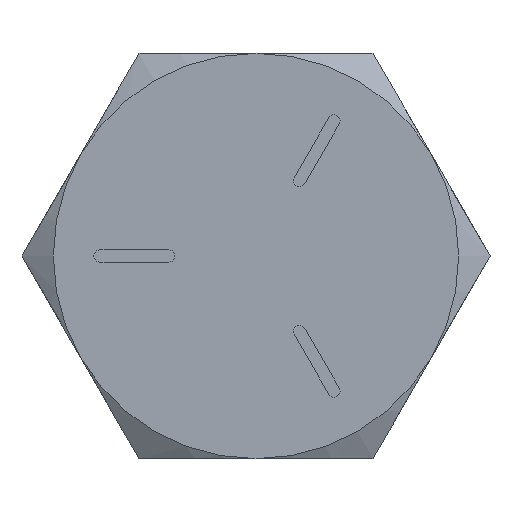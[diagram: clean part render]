
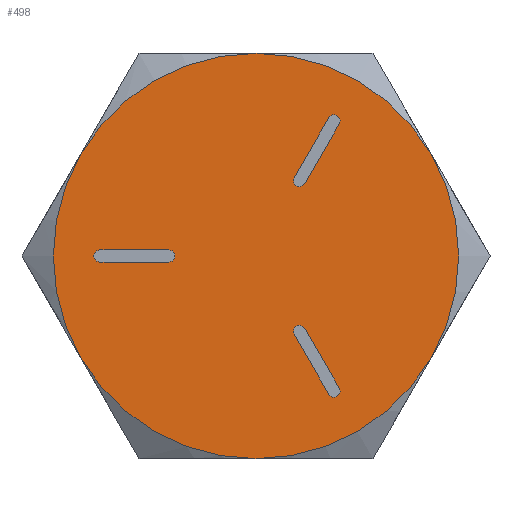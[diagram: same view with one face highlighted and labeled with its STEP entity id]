
A CAD part, left-side view. The second image highlights one B-rep face of the part: STEP entity #498.
In plain terms, the highlighted planar face has unit normal (-1, 0, 0).
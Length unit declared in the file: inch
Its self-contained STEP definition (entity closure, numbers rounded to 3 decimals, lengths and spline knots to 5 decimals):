
#35=PLANE('',#563);
#48=FACE_BOUND('',#112,.T.);
#49=FACE_BOUND('',#113,.T.);
#50=FACE_BOUND('',#114,.T.);
#76=FACE_OUTER_BOUND('',#111,.T.);
#111=EDGE_LOOP('',(#403,#404,#405,#406,#407,#408));
#112=EDGE_LOOP('',(#409,#410,#411,#412));
#113=EDGE_LOOP('',(#413,#414,#415,#416));
#114=EDGE_LOOP('',(#417,#418,#419,#420));
#144=LINE('',#846,#180);
#145=LINE('',#847,#181);
#146=LINE('',#849,#182);
#147=LINE('',#852,#183);
#148=LINE('',#857,#184);
#149=LINE('',#860,#185);
#180=VECTOR('',#669,39.37008);
#181=VECTOR('',#670,39.37008);
#182=VECTOR('',#671,39.37008);
#183=VECTOR('',#674,39.37008);
#184=VECTOR('',#677,39.37008);
#185=VECTOR('',#680,39.37008);
#201=CIRCLE('',#534,0.00656);
#203=CIRCLE('',#537,0.00656);
#207=CIRCLE('',#552,0.21875);
#208=CIRCLE('',#554,0.21875);
#209=CIRCLE('',#556,0.21875);
#210=CIRCLE('',#558,0.21875);
#211=CIRCLE('',#560,0.21875);
#212=CIRCLE('',#562,0.21875);
#213=CIRCLE('',#564,0.00656);
#214=CIRCLE('',#565,0.00656);
#215=CIRCLE('',#566,0.00656);
#216=CIRCLE('',#567,0.00656);
#223=VERTEX_POINT('',#734);
#224=VERTEX_POINT('',#736);
#227=VERTEX_POINT('',#743);
#228=VERTEX_POINT('',#745);
#233=VERTEX_POINT('',#758);
#237=VERTEX_POINT('',#772);
#240=VERTEX_POINT('',#784);
#243=VERTEX_POINT('',#796);
#246=VERTEX_POINT('',#808);
#249=VERTEX_POINT('',#820);
#250=VERTEX_POINT('',#843);
#251=VERTEX_POINT('',#844);
#252=VERTEX_POINT('',#848);
#253=VERTEX_POINT('',#850);
#254=VERTEX_POINT('',#853);
#255=VERTEX_POINT('',#854);
#256=VERTEX_POINT('',#856);
#257=VERTEX_POINT('',#858);
#268=EDGE_CURVE('',#223,#224,#201,.T.);
#272=EDGE_CURVE('',#227,#228,#203,.T.);
#301=EDGE_CURVE('',#249,#233,#207,.T.);
#302=EDGE_CURVE('',#246,#249,#208,.T.);
#303=EDGE_CURVE('',#243,#246,#209,.T.);
#304=EDGE_CURVE('',#240,#243,#210,.T.);
#305=EDGE_CURVE('',#237,#240,#211,.T.);
#306=EDGE_CURVE('',#233,#237,#212,.T.);
#307=EDGE_CURVE('',#250,#251,#213,.T.);
#308=EDGE_CURVE('',#224,#250,#144,.T.);
#309=EDGE_CURVE('',#251,#223,#145,.T.);
#310=EDGE_CURVE('',#252,#227,#146,.T.);
#311=EDGE_CURVE('',#253,#252,#214,.T.);
#312=EDGE_CURVE('',#228,#253,#147,.T.);
#313=EDGE_CURVE('',#254,#255,#215,.T.);
#314=EDGE_CURVE('',#256,#254,#148,.T.);
#315=EDGE_CURVE('',#257,#256,#216,.T.);
#316=EDGE_CURVE('',#255,#257,#149,.T.);
#403=ORIENTED_EDGE('',*,*,#301,.T.);
#404=ORIENTED_EDGE('',*,*,#306,.T.);
#405=ORIENTED_EDGE('',*,*,#305,.T.);
#406=ORIENTED_EDGE('',*,*,#304,.T.);
#407=ORIENTED_EDGE('',*,*,#303,.T.);
#408=ORIENTED_EDGE('',*,*,#302,.T.);
#409=ORIENTED_EDGE('',*,*,#307,.F.);
#410=ORIENTED_EDGE('',*,*,#308,.F.);
#411=ORIENTED_EDGE('',*,*,#268,.F.);
#412=ORIENTED_EDGE('',*,*,#309,.F.);
#413=ORIENTED_EDGE('',*,*,#272,.F.);
#414=ORIENTED_EDGE('',*,*,#310,.F.);
#415=ORIENTED_EDGE('',*,*,#311,.F.);
#416=ORIENTED_EDGE('',*,*,#312,.F.);
#417=ORIENTED_EDGE('',*,*,#313,.F.);
#418=ORIENTED_EDGE('',*,*,#314,.F.);
#419=ORIENTED_EDGE('',*,*,#315,.F.);
#420=ORIENTED_EDGE('',*,*,#316,.F.);
#498=ADVANCED_FACE('',(#76,#48,#49,#50),#35,.T.);
#534=AXIS2_PLACEMENT_3D('',#737,#592,#593);
#537=AXIS2_PLACEMENT_3D('',#746,#600,#601);
#552=AXIS2_PLACEMENT_3D('',#831,#643,#644);
#554=AXIS2_PLACEMENT_3D('',#833,#647,#648);
#556=AXIS2_PLACEMENT_3D('',#835,#651,#652);
#558=AXIS2_PLACEMENT_3D('',#837,#655,#656);
#560=AXIS2_PLACEMENT_3D('',#839,#659,#660);
#562=AXIS2_PLACEMENT_3D('',#841,#663,#664);
#563=AXIS2_PLACEMENT_3D('',#842,#665,#666);
#564=AXIS2_PLACEMENT_3D('',#845,#667,#668);
#565=AXIS2_PLACEMENT_3D('',#851,#672,#673);
#566=AXIS2_PLACEMENT_3D('',#855,#675,#676);
#567=AXIS2_PLACEMENT_3D('',#859,#678,#679);
#592=DIRECTION('center_axis',(-1.,0.,0.));
#593=DIRECTION('ref_axis',(0.,0.866,-0.5));
#600=DIRECTION('center_axis',(-1.,0.,0.));
#601=DIRECTION('ref_axis',(0.,-0.866,-0.5));
#643=DIRECTION('center_axis',(-1.,0.,0.));
#644=DIRECTION('ref_axis',(0.,0.,1.));
#647=DIRECTION('center_axis',(-1.,0.,0.));
#648=DIRECTION('ref_axis',(0.,0.,1.));
#651=DIRECTION('center_axis',(-1.,0.,0.));
#652=DIRECTION('ref_axis',(0.,0.,1.));
#655=DIRECTION('center_axis',(-1.,0.,0.));
#656=DIRECTION('ref_axis',(0.,0.,1.));
#659=DIRECTION('center_axis',(-1.,0.,0.));
#660=DIRECTION('ref_axis',(0.,0.,1.));
#663=DIRECTION('center_axis',(-1.,0.,0.));
#664=DIRECTION('ref_axis',(0.,0.,1.));
#665=DIRECTION('center_axis',(-1.,0.,0.));
#666=DIRECTION('ref_axis',(0.,0.,1.));
#667=DIRECTION('center_axis',(-1.,0.,0.));
#668=DIRECTION('ref_axis',(0.,0.866,-0.5));
#669=DIRECTION('',(0.,-0.5,-0.866));
#670=DIRECTION('',(0.,0.5,0.866));
#671=DIRECTION('',(0.,-0.5,0.866));
#672=DIRECTION('center_axis',(-1.,0.,0.));
#673=DIRECTION('ref_axis',(0.,-0.866,-0.5));
#674=DIRECTION('',(0.,0.5,-0.866));
#675=DIRECTION('center_axis',(-1.,0.,0.));
#676=DIRECTION('ref_axis',(0.,0.,1.));
#677=DIRECTION('',(0.,1.,0.));
#678=DIRECTION('center_axis',(-1.,0.,0.));
#679=DIRECTION('ref_axis',(0.,0.,1.));
#680=DIRECTION('',(0.,-1.,0.));
#734=CARTESIAN_POINT('',(-2.32813,-0.05271,-0.07818));
#736=CARTESIAN_POINT('',(-2.32813,-0.04135,-0.08474));
#737=CARTESIAN_POINT('Origin',(-2.32813,-0.04703,-0.08146));
#743=CARTESIAN_POINT('',(-2.32813,-0.0899,0.14259));
#745=CARTESIAN_POINT('',(-2.32813,-0.07854,0.14915));
#746=CARTESIAN_POINT('Origin',(-2.32813,-0.08422,0.14587));
#758=CARTESIAN_POINT('',(-2.32813,0.,0.21875));
#772=CARTESIAN_POINT('',(-2.32813,0.18944,0.10938));
#784=CARTESIAN_POINT('',(-2.32813,0.18944,-0.10938));
#796=CARTESIAN_POINT('',(-2.32813,0.,-0.21875));
#808=CARTESIAN_POINT('',(-2.32813,-0.18944,-0.10938));
#820=CARTESIAN_POINT('',(-2.32813,-0.18944,0.10938));
#831=CARTESIAN_POINT('Origin',(-2.32813,0.,0.));
#833=CARTESIAN_POINT('Origin',(-2.32813,0.,0.));
#835=CARTESIAN_POINT('Origin',(-2.32813,0.,0.));
#837=CARTESIAN_POINT('Origin',(-2.32813,0.,0.));
#839=CARTESIAN_POINT('Origin',(-2.32813,0.,0.));
#841=CARTESIAN_POINT('Origin',(-2.32813,0.,0.));
#842=CARTESIAN_POINT('Origin',(-2.32813,0.1263,0.21875));
#843=CARTESIAN_POINT('',(-2.32813,-0.07854,-0.14915));
#844=CARTESIAN_POINT('',(-2.32813,-0.0899,-0.14259));
#845=CARTESIAN_POINT('Origin',(-2.32813,-0.08422,-0.14587));
#846=CARTESIAN_POINT('',(-2.32813,-0.07854,-0.14915));
#847=CARTESIAN_POINT('',(-2.32813,-0.0899,-0.14259));
#848=CARTESIAN_POINT('',(-2.32813,-0.05271,0.07818));
#849=CARTESIAN_POINT('',(-2.32813,-0.0899,0.14259));
#850=CARTESIAN_POINT('',(-2.32813,-0.04135,0.08474));
#851=CARTESIAN_POINT('Origin',(-2.32813,-0.04703,0.08146));
#852=CARTESIAN_POINT('',(-2.32813,-0.07854,0.14915));
#853=CARTESIAN_POINT('',(-2.32813,0.16844,0.00656));
#854=CARTESIAN_POINT('',(-2.32813,0.16844,-0.00656));
#855=CARTESIAN_POINT('Origin',(-2.32813,0.16844,0.));
#856=CARTESIAN_POINT('',(-2.32813,0.09406,0.00656));
#857=CARTESIAN_POINT('',(-2.32813,0.16844,0.00656));
#858=CARTESIAN_POINT('',(-2.32813,0.09406,-0.00656));
#859=CARTESIAN_POINT('Origin',(-2.32813,0.09406,0.));
#860=CARTESIAN_POINT('',(-2.32813,0.16844,-0.00656));
